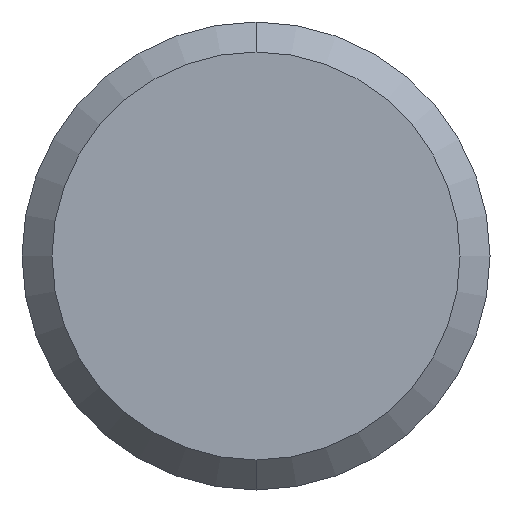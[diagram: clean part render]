
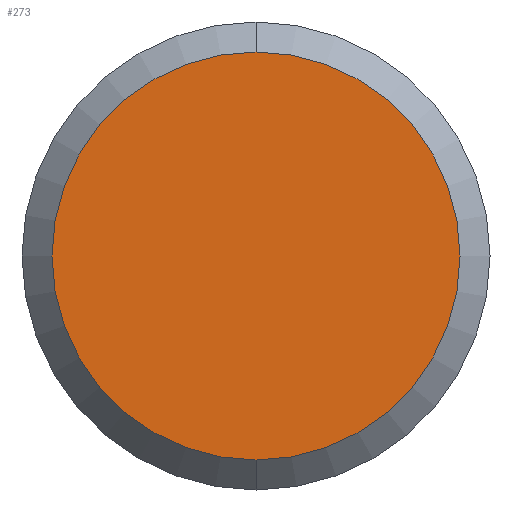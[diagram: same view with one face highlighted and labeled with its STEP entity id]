
A CAD part, front view. The second image highlights one B-rep face of the part: STEP entity #273.
In plain terms, the highlighted planar face has unit normal (0, -1, 0).
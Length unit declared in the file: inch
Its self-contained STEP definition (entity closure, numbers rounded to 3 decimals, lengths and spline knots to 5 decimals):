
#19 = DIRECTION ( 'NONE',  ( 0., -1., 0. ) ) ;
#29 = CIRCLE ( 'NONE', #188, 0.1361 ) ;
#45 = CARTESIAN_POINT ( 'NONE',  ( 0., 0., 0. ) ) ;
#53 = VERTEX_POINT ( 'NONE', #222 ) ;
#61 = EDGE_LOOP ( 'NONE', ( #193, #203 ) ) ;
#72 = FACE_OUTER_BOUND ( 'NONE', #61, .T. ) ;
#94 = CARTESIAN_POINT ( 'NONE',  ( 0., 0., 0. ) ) ;
#95 = DIRECTION ( 'NONE',  ( 0., -1., 0. ) ) ;
#96 = DIRECTION ( 'NONE',  ( 0., 0., 1. ) ) ;
#103 = CARTESIAN_POINT ( 'NONE',  ( 0., 0., 0.1361 ) ) ;
#113 = DIRECTION ( 'NONE',  ( 0., 0., 1. ) ) ;
#121 = PLANE ( 'NONE',  #162 ) ;
#123 = VERTEX_POINT ( 'NONE', #103 ) ;
#141 = CARTESIAN_POINT ( 'NONE',  ( 0., 0., 0. ) ) ;
#143 = DIRECTION ( 'NONE',  ( 0., 1., 0. ) ) ;
#158 = DIRECTION ( 'NONE',  ( 0., 0., 1. ) ) ;
#162 = AXIS2_PLACEMENT_3D ( 'NONE', #141, #143, #158 ) ;
#178 = AXIS2_PLACEMENT_3D ( 'NONE', #94, #95, #96 ) ;
#188 = AXIS2_PLACEMENT_3D ( 'NONE', #45, #19, #113 ) ;
#193 = ORIENTED_EDGE ( 'NONE', *, *, #263, .T. ) ;
#203 = ORIENTED_EDGE ( 'NONE', *, *, #246, .T. ) ;
#222 = CARTESIAN_POINT ( 'NONE',  ( 0., 0., -0.1361 ) ) ;
#237 = CIRCLE ( 'NONE', #178, 0.1361 ) ;
#246 = EDGE_CURVE ( 'NONE', #53, #123, #29, .T. ) ;
#263 = EDGE_CURVE ( 'NONE', #123, #53, #237, .T. ) ;
#273 = ADVANCED_FACE ( 'NONE', ( #72 ), #121, .F. ) ;
